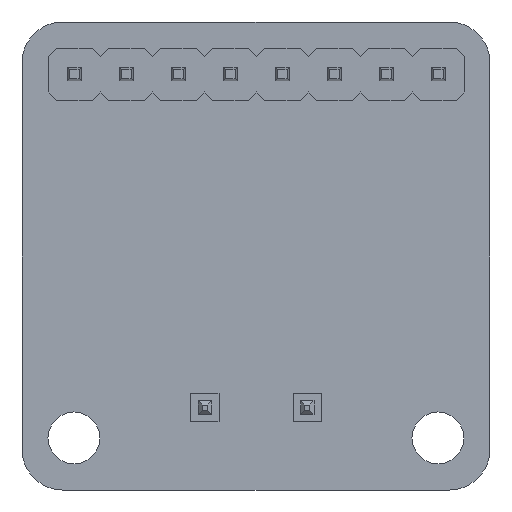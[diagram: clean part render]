
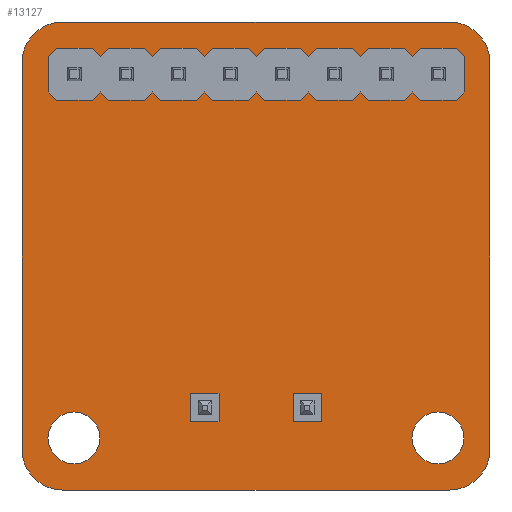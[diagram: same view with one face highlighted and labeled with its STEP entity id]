
A CAD part, front view. The second image highlights one B-rep face of the part: STEP entity #13127.
In plain terms, the highlighted planar face has unit normal (0, -1, 0).
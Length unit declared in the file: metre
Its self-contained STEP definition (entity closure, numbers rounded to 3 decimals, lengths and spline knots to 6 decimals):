
#1254=LINE('',#21071,#2764);
#1255=LINE('',#21075,#2765);
#1256=LINE('',#21079,#2766);
#1257=LINE('',#21083,#2767);
#2764=VECTOR('',#17350,1.);
#2765=VECTOR('',#17353,1.);
#2766=VECTOR('',#17356,1.);
#2767=VECTOR('',#17359,1.);
#5434=ORIENTED_EDGE('',*,*,#8164,.T.);
#5435=ORIENTED_EDGE('',*,*,#8165,.T.);
#5436=ORIENTED_EDGE('',*,*,#8166,.T.);
#5437=ORIENTED_EDGE('',*,*,#8167,.T.);
#5438=ORIENTED_EDGE('',*,*,#8168,.T.);
#5439=ORIENTED_EDGE('',*,*,#8169,.T.);
#5440=ORIENTED_EDGE('',*,*,#8170,.T.);
#5441=ORIENTED_EDGE('',*,*,#8171,.T.);
#5442=ORIENTED_EDGE('',*,*,#8172,.T.);
#5443=ORIENTED_EDGE('',*,*,#8173,.T.);
#5444=ORIENTED_EDGE('',*,*,#8174,.T.);
#5445=ORIENTED_EDGE('',*,*,#8175,.T.);
#5446=ORIENTED_EDGE('',*,*,#8176,.T.);
#5447=ORIENTED_EDGE('',*,*,#8177,.T.);
#5448=ORIENTED_EDGE('',*,*,#8178,.T.);
#5449=ORIENTED_EDGE('',*,*,#8179,.T.);
#5450=ORIENTED_EDGE('',*,*,#8180,.T.);
#5451=ORIENTED_EDGE('',*,*,#8181,.T.);
#5452=ORIENTED_EDGE('',*,*,#8182,.T.);
#5453=ORIENTED_EDGE('',*,*,#8183,.T.);
#8164=EDGE_CURVE('',#9656,#9656,#10430,.T.);
#8165=EDGE_CURVE('',#9657,#9657,#10431,.T.);
#8166=EDGE_CURVE('',#9658,#9658,#10432,.T.);
#8167=EDGE_CURVE('',#9659,#9659,#10433,.T.);
#8168=EDGE_CURVE('',#9660,#9660,#10434,.T.);
#8169=EDGE_CURVE('',#9661,#9661,#10435,.T.);
#8170=EDGE_CURVE('',#9662,#9662,#10436,.T.);
#8171=EDGE_CURVE('',#9663,#9663,#10437,.T.);
#8172=EDGE_CURVE('',#9664,#9664,#10438,.T.);
#8173=EDGE_CURVE('',#9665,#9665,#10439,.T.);
#8174=EDGE_CURVE('',#9666,#9666,#10440,.T.);
#8175=EDGE_CURVE('',#9667,#9667,#10441,.T.);
#8176=EDGE_CURVE('',#9668,#9669,#10442,.T.);
#8177=EDGE_CURVE('',#9669,#9670,#1254,.T.);
#8178=EDGE_CURVE('',#9670,#9671,#10443,.T.);
#8179=EDGE_CURVE('',#9671,#9672,#1255,.T.);
#8180=EDGE_CURVE('',#9672,#9673,#10444,.T.);
#8181=EDGE_CURVE('',#9673,#9674,#1256,.T.);
#8182=EDGE_CURVE('',#9674,#9675,#10445,.T.);
#8183=EDGE_CURVE('',#9675,#9668,#1257,.T.);
#9656=VERTEX_POINT('',#21045);
#9657=VERTEX_POINT('',#21047);
#9658=VERTEX_POINT('',#21049);
#9659=VERTEX_POINT('',#21051);
#9660=VERTEX_POINT('',#21053);
#9661=VERTEX_POINT('',#21055);
#9662=VERTEX_POINT('',#21057);
#9663=VERTEX_POINT('',#21059);
#9664=VERTEX_POINT('',#21061);
#9665=VERTEX_POINT('',#21063);
#9666=VERTEX_POINT('',#21065);
#9667=VERTEX_POINT('',#21067);
#9668=VERTEX_POINT('',#21069);
#9669=VERTEX_POINT('',#21070);
#9670=VERTEX_POINT('',#21072);
#9671=VERTEX_POINT('',#21074);
#9672=VERTEX_POINT('',#21076);
#9673=VERTEX_POINT('',#21078);
#9674=VERTEX_POINT('',#21080);
#9675=VERTEX_POINT('',#21082);
#10430=CIRCLE('',#14829,0.0004);
#10431=CIRCLE('',#14830,0.0004);
#10432=CIRCLE('',#14831,0.00055);
#10433=CIRCLE('',#14832,0.0004);
#10434=CIRCLE('',#14833,0.0004);
#10435=CIRCLE('',#14834,0.0004);
#10436=CIRCLE('',#14835,0.00127);
#10437=CIRCLE('',#14836,0.00127);
#10438=CIRCLE('',#14837,0.0004);
#10439=CIRCLE('',#14838,0.0004);
#10440=CIRCLE('',#14839,0.0004);
#10441=CIRCLE('',#14840,0.00055);
#10442=CIRCLE('',#14841,0.002);
#10443=CIRCLE('',#14842,0.002);
#10444=CIRCLE('',#14843,0.002);
#10445=CIRCLE('',#14844,0.002);
#10952=EDGE_LOOP('',(#5434));
#10953=EDGE_LOOP('',(#5435));
#10954=EDGE_LOOP('',(#5436));
#10955=EDGE_LOOP('',(#5437));
#10956=EDGE_LOOP('',(#5438));
#10957=EDGE_LOOP('',(#5439));
#10958=EDGE_LOOP('',(#5440));
#10959=EDGE_LOOP('',(#5441));
#10960=EDGE_LOOP('',(#5442));
#10961=EDGE_LOOP('',(#5443));
#10962=EDGE_LOOP('',(#5444));
#10963=EDGE_LOOP('',(#5445));
#10964=EDGE_LOOP('',(#5446,#5447,#5448,#5449,#5450,#5451,#5452,#5453));
#11756=FACE_BOUND('',#10952,.T.);
#11757=FACE_BOUND('',#10953,.T.);
#11758=FACE_BOUND('',#10954,.T.);
#11759=FACE_BOUND('',#10955,.T.);
#11760=FACE_BOUND('',#10956,.T.);
#11761=FACE_BOUND('',#10957,.T.);
#11762=FACE_BOUND('',#10958,.T.);
#11763=FACE_BOUND('',#10959,.T.);
#11764=FACE_BOUND('',#10960,.T.);
#11765=FACE_BOUND('',#10961,.T.);
#11766=FACE_BOUND('',#10962,.T.);
#11767=FACE_BOUND('',#10963,.T.);
#11768=FACE_BOUND('',#10964,.T.);
#12439=PLANE('',#14828);
#13127=ADVANCED_FACE('',(#11756,#11757,#11758,#11759,#11760,#11761,#11762,
#11763,#11764,#11765,#11766,#11767,#11768),#12439,.F.);
#14828=AXIS2_PLACEMENT_3D('',#21043,#17322,#17323);
#14829=AXIS2_PLACEMENT_3D('',#21044,#17324,#17325);
#14830=AXIS2_PLACEMENT_3D('',#21046,#17326,#17327);
#14831=AXIS2_PLACEMENT_3D('',#21048,#17328,#17329);
#14832=AXIS2_PLACEMENT_3D('',#21050,#17330,#17331);
#14833=AXIS2_PLACEMENT_3D('',#21052,#17332,#17333);
#14834=AXIS2_PLACEMENT_3D('',#21054,#17334,#17335);
#14835=AXIS2_PLACEMENT_3D('',#21056,#17336,#17337);
#14836=AXIS2_PLACEMENT_3D('',#21058,#17338,#17339);
#14837=AXIS2_PLACEMENT_3D('',#21060,#17340,#17341);
#14838=AXIS2_PLACEMENT_3D('',#21062,#17342,#17343);
#14839=AXIS2_PLACEMENT_3D('',#21064,#17344,#17345);
#14840=AXIS2_PLACEMENT_3D('',#21066,#17346,#17347);
#14841=AXIS2_PLACEMENT_3D('',#21068,#17348,#17349);
#14842=AXIS2_PLACEMENT_3D('',#21073,#17351,#17352);
#14843=AXIS2_PLACEMENT_3D('',#21077,#17354,#17355);
#14844=AXIS2_PLACEMENT_3D('',#21081,#17357,#17358);
#17322=DIRECTION('',(0.,1.,0.));
#17323=DIRECTION('',(1.,0.,0.));
#17324=DIRECTION('',(0.,1.,0.));
#17325=DIRECTION('',(1.,0.,0.));
#17326=DIRECTION('',(0.,1.,0.));
#17327=DIRECTION('',(1.,0.,0.));
#17328=DIRECTION('',(0.,1.,0.));
#17329=DIRECTION('',(1.,0.,0.));
#17330=DIRECTION('',(0.,1.,0.));
#17331=DIRECTION('',(1.,0.,0.));
#17332=DIRECTION('',(0.,1.,0.));
#17333=DIRECTION('',(1.,0.,0.));
#17334=DIRECTION('',(0.,1.,0.));
#17335=DIRECTION('',(1.,0.,0.));
#17336=DIRECTION('',(0.,1.,0.));
#17337=DIRECTION('',(1.,0.,0.));
#17338=DIRECTION('',(0.,1.,0.));
#17339=DIRECTION('',(1.,0.,0.));
#17340=DIRECTION('',(0.,1.,0.));
#17341=DIRECTION('',(1.,0.,0.));
#17342=DIRECTION('',(0.,1.,0.));
#17343=DIRECTION('',(1.,0.,0.));
#17344=DIRECTION('',(0.,1.,0.));
#17345=DIRECTION('',(1.,0.,0.));
#17346=DIRECTION('',(0.,1.,0.));
#17347=DIRECTION('',(1.,0.,0.));
#17348=DIRECTION('',(0.,-1.,0.));
#17349=DIRECTION('',(0.,0.,-1.));
#17350=DIRECTION('',(1.,0.,0.));
#17351=DIRECTION('',(0.,-1.,0.));
#17352=DIRECTION('',(1.,0.,0.));
#17353=DIRECTION('',(0.,0.,1.));
#17354=DIRECTION('',(0.,-1.,0.));
#17355=DIRECTION('',(0.,0.,1.));
#17356=DIRECTION('',(-1.,0.,0.));
#17357=DIRECTION('',(0.,-1.,0.));
#17358=DIRECTION('',(-1.,0.,0.));
#17359=DIRECTION('',(0.,0.,-1.));
#21043=CARTESIAN_POINT('',(0.,-0.0017,0.));
#21044=CARTESIAN_POINT('',(-0.00127,-0.0017,0.00889));
#21045=CARTESIAN_POINT('',(-0.00087,-0.0017,0.00889));
#21046=CARTESIAN_POINT('',(0.00381,-0.0017,0.00889));
#21047=CARTESIAN_POINT('',(0.00421,-0.0017,0.00889));
#21048=CARTESIAN_POINT('',(0.0025,-0.0017,-0.00743));
#21049=CARTESIAN_POINT('',(0.00305,-0.0017,-0.00743));
#21050=CARTESIAN_POINT('',(0.00635,-0.0017,0.00889));
#21051=CARTESIAN_POINT('',(0.00675,-0.0017,0.00889));
#21052=CARTESIAN_POINT('',(-0.00635,-0.0017,0.00889));
#21053=CARTESIAN_POINT('',(-0.00595,-0.0017,0.00889));
#21054=CARTESIAN_POINT('',(-0.00381,-0.0017,0.00889));
#21055=CARTESIAN_POINT('',(-0.00341,-0.0017,0.00889));
#21056=CARTESIAN_POINT('',(0.00889,-0.0017,-0.00889));
#21057=CARTESIAN_POINT('',(0.01016,-0.0017,-0.00889));
#21058=CARTESIAN_POINT('',(-0.00889,-0.0017,-0.00889));
#21059=CARTESIAN_POINT('',(-0.00762,-0.0017,-0.00889));
#21060=CARTESIAN_POINT('',(0.00127,-0.0017,0.00889));
#21061=CARTESIAN_POINT('',(0.00167,-0.0017,0.00889));
#21062=CARTESIAN_POINT('',(0.00889,-0.0017,0.00889));
#21063=CARTESIAN_POINT('',(0.00929,-0.0017,0.00889));
#21064=CARTESIAN_POINT('',(-0.00889,-0.0017,0.00889));
#21065=CARTESIAN_POINT('',(-0.00849,-0.0017,0.00889));
#21066=CARTESIAN_POINT('',(-0.0025,-0.0017,-0.00743));
#21067=CARTESIAN_POINT('',(-0.00195,-0.0017,-0.00743));
#21068=CARTESIAN_POINT('',(-0.00943,-0.0017,-0.00943));
#21069=CARTESIAN_POINT('',(-0.01143,-0.0017,-0.00943));
#21070=CARTESIAN_POINT('',(-0.00943,-0.0017,-0.01143));
#21071=CARTESIAN_POINT('',(-0.00943,-0.0017,-0.01143));
#21072=CARTESIAN_POINT('',(0.00943,-0.0017,-0.01143));
#21073=CARTESIAN_POINT('',(0.00943,-0.0017,-0.00943));
#21074=CARTESIAN_POINT('',(0.01143,-0.0017,-0.00943));
#21075=CARTESIAN_POINT('',(0.01143,-0.0017,-0.00943));
#21076=CARTESIAN_POINT('',(0.01143,-0.0017,0.00943));
#21077=CARTESIAN_POINT('',(0.00943,-0.0017,0.00943));
#21078=CARTESIAN_POINT('',(0.00943,-0.0017,0.01143));
#21079=CARTESIAN_POINT('',(0.00943,-0.0017,0.01143));
#21080=CARTESIAN_POINT('',(-0.00943,-0.0017,0.01143));
#21081=CARTESIAN_POINT('',(-0.00943,-0.0017,0.00943));
#21082=CARTESIAN_POINT('',(-0.01143,-0.0017,0.00943));
#21083=CARTESIAN_POINT('',(-0.01143,-0.0017,0.00943));
